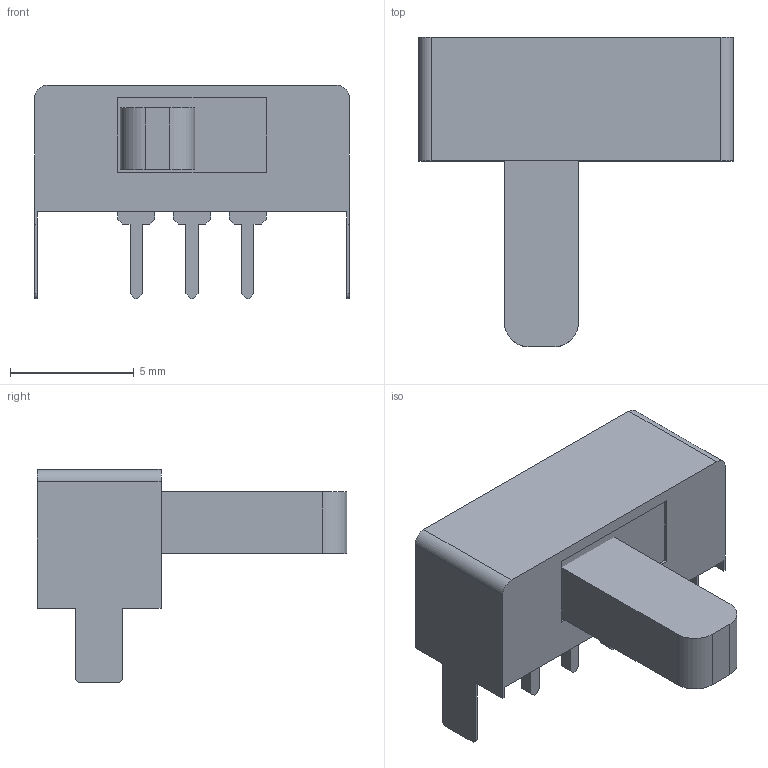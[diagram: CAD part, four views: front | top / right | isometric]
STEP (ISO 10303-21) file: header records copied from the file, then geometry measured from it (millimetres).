
FILE_DESCRIPTION(('FreeCAD Model'),'2;1');
FILE_NAME('slide_switch_tht_2w_v1.stp', '2018-11-08T16:11:35',('Author'),(''), 'Open CASCADE STEP processor 6.8','FreeCAD','Unknown');
FILE_SCHEMA(('AUTOMOTIVE_DESIGN { 1 0 10303 214 1 1 1 1 }'));
Length unit declared in the file: millimetre
Products named in the file (4): ASSEMBLY; Pocket001; Fillet002; Array
Assembly tree (3 placements, depth 2):
  ASSEMBLY
    Pocket001
    Fillet002
    Array
Bounding box: 12.7 x 12.5 x 8.6 mm (x, y, z)
Volume: 400.6 mm3; surface area: 491.6 mm2
Topology: 5 solids, 5 shells, 79 faces, 204 edges, 136 vertices
Faces by surface type: plane 71, cylinder 8
Entity records: 5338 total; most frequent: CARTESIAN_POINT 911, DIRECTION 764, LINE 560, VECTOR 560, ORIENTED_EDGE 408, PCURVE 408, DEFINITIONAL_REPRESENTATION 408, EDGE_CURVE 204
